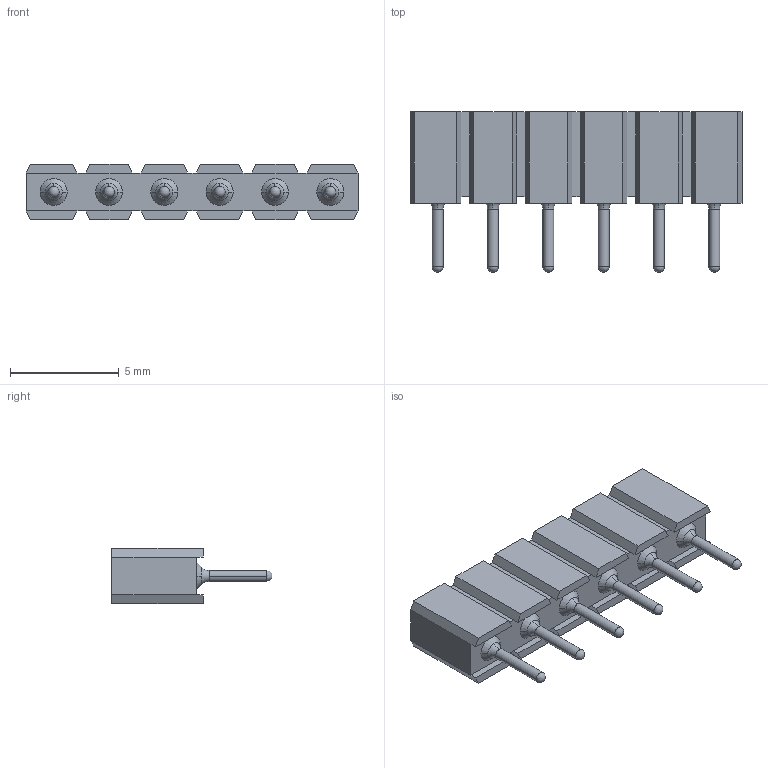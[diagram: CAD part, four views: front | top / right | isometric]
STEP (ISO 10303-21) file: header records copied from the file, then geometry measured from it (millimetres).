
FILE_DESCRIPTION(('STEP AP214'),'1');
FILE_NAME(' ',' ',('TraceParts'),('TraceParts S.A.'),'XStep 1.0',' ',' ');
FILE_SCHEMA(('automotive_design'));
Length unit declared in the file: millimetre
Products named in the file (1): 1
Bounding box: 15.24 x 7.37 x 2.54 mm (x, y, z)
Volume: 132.1 mm3; surface area: 385.5 mm2
Topology: 1 solids, 1 shells, 272 faces, 648 edges, 378 vertices
Faces by surface type: cone 120, plane 86, cylinder 48, torus 12, sphere 6
Entity records: 14822 total; most frequent: DIRECTION 1434, CARTESIAN_POINT 1275, STYLED_ITEM 1274, PRESENTATION_STYLE_ASSIGNMENT 1274, COLOUR_RGB 1274, ORIENTED_EDGE 1248, EDGE_CURVE 624, CURVE_STYLE 624
